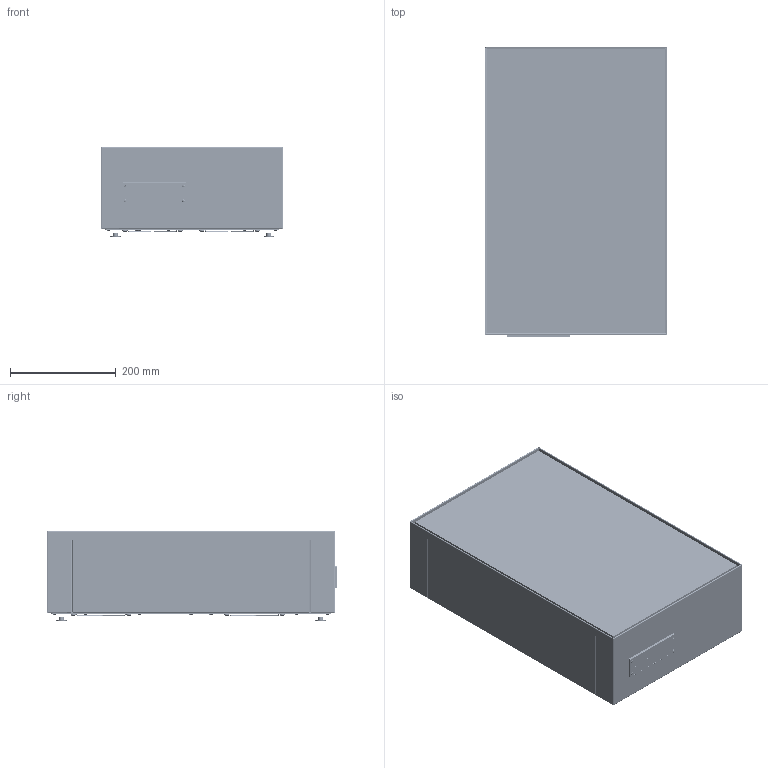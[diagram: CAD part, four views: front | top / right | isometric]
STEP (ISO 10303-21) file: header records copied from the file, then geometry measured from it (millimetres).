
FILE_DESCRIPTION(/* description */ ('This is a sample STEP configuration'),/* implementation_level */ '2;1');
FILE_NAME(/* name */ '10150000_A.1.stp',/* time_stamp */ '2021-05-17T10:58:06+02:00',/* author */ ('powerJobs'),/* organization */ ('coolOrange'),/* preprocessor_version */ 'ST-DEVELOPER v18.1',/* originating_system */ 'Autodesk Inventor 2021',/* authorisation */ '');
FILE_SCHEMA (('AUTOMOTIVE_DESIGN { 1 0 10303 214 3 1 1 }'));
Products named in the file (1): ENG-00003212
Bounding box: 345 x 549 x 170 mm (x, y, z)
Volume: 7519225 mm3; surface area: 2901499.8 mm2
Topology: 30 solids, 85 shells, 9367 faces, 27587 edges, 18308 vertices
Faces by surface type: plane 5373, cylinder 2699, bspline 468, torus 435, cone 345, sphere 47
Full cylindrical faces by diameter (mm): 0.5 x12, 0.86 x2, 1 x76, 1.25 x13, 1.3 x8, 1.4 x1, 1.5 x20, 1.55 x2, 1.6 x18, 1.8 x6, 2 x7, 2.2 x3, 2.3 x20, 2.31 x6, 2.459 x5, 2.5 x10, 3 x21, 3.2 x8, 3.249 x1, 3.25 x2, 3.3 x4, 3.4 x1, 3.5 x2, 3.749 x1, 4 x55, 4.134 x4, 4.6 x5, 5 x45, 5.2 x2, 5.4 x1
Entity records: 396119 total; most frequent: CARTESIAN_POINT 127903, ORIENTED_EDGE 55136, DIRECTION 52913, EDGE_CURVE 27568, AXIS2_PLACEMENT_3D 18351, VERTEX_POINT 18306, LINE 16211, VECTOR 16211
